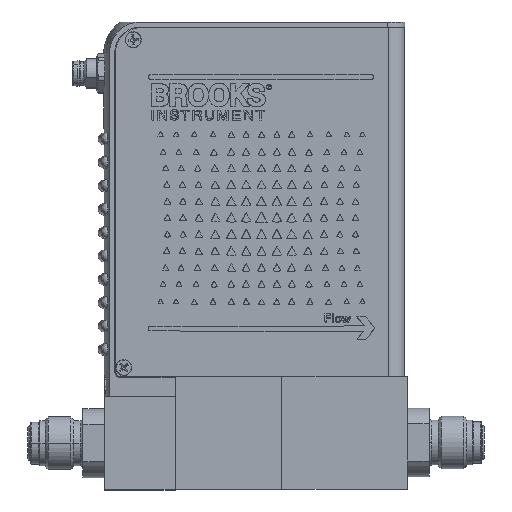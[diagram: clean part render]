
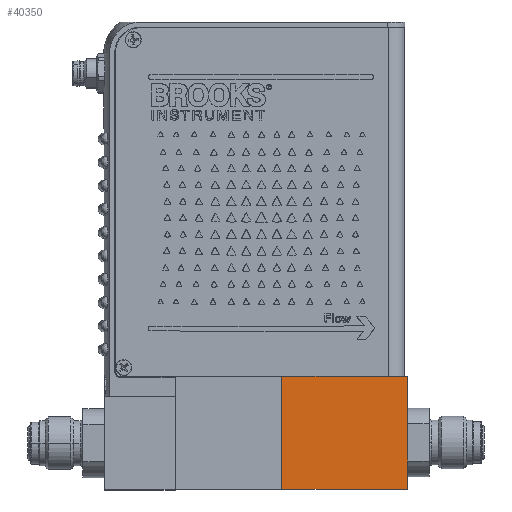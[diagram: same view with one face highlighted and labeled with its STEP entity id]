
A CAD part, top view. The second image highlights one B-rep face of the part: STEP entity #40350.
In plain terms, the highlighted planar face has unit normal (0, 0, 1).
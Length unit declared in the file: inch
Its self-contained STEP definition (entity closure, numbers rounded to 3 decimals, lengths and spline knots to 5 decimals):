
#20194 = VERTEX_POINT ( 'NONE', #118213 ) ;
#28036 = EDGE_CURVE ( 'NONE', #275972, #20194, #188284, .T. ) ;
#40350 = ADVANCED_FACE ( 'NONE', ( #74053 ), #194595, .F. ) ;
#43600 = DIRECTION ( 'NONE',  ( 0., -1., 0. ) ) ;
#53118 = CARTESIAN_POINT ( 'NONE',  ( 2.52937, 0.5124, 1.67647 ) ) ;
#55440 = CARTESIAN_POINT ( 'NONE',  ( 2.52937, 1.7194, 1.67647 ) ) ;
#55959 = LINE ( 'NONE', #108376, #257742 ) ;
#57025 = EDGE_CURVE ( 'NONE', #275972, #273555, #55959, .T. ) ;
#66740 = CARTESIAN_POINT ( 'NONE',  ( 3.87437, 1.7194, 1.67647 ) ) ;
#74053 = FACE_OUTER_BOUND ( 'NONE', #212274, .T. ) ;
#84739 = CARTESIAN_POINT ( 'NONE',  ( 3.87437, 0.5124, 1.67647 ) ) ;
#87653 = ORIENTED_EDGE ( 'NONE', *, *, #299647, .F. ) ;
#108376 = CARTESIAN_POINT ( 'NONE',  ( 2.52937, 1.7194, 1.67647 ) ) ;
#118213 = CARTESIAN_POINT ( 'NONE',  ( 2.52937, 0.5124, 1.67647 ) ) ;
#128073 = ORIENTED_EDGE ( 'NONE', *, *, #57025, .F. ) ;
#151836 = CARTESIAN_POINT ( 'NONE',  ( 2.52937, 1.7194, 1.67647 ) ) ;
#171104 = ORIENTED_EDGE ( 'NONE', *, *, #192856, .T. ) ;
#183136 = VECTOR ( 'NONE', #284158, 39.37008 ) ;
#188284 = LINE ( 'NONE', #230219, #183136 ) ;
#192856 = EDGE_CURVE ( 'NONE', #20194, #269563, #263392, .T. ) ;
#194595 = PLANE ( 'NONE',  #275408 ) ;
#195328 = VECTOR ( 'NONE', #215526, 39.37008 ) ;
#198194 = ORIENTED_EDGE ( 'NONE', *, *, #28036, .T. ) ;
#200725 = DIRECTION ( 'NONE',  ( 0., -1., 0. ) ) ;
#212274 = EDGE_LOOP ( 'NONE', ( #171104, #87653, #128073, #198194 ) ) ;
#215526 = DIRECTION ( 'NONE',  ( 1., 0., 0. ) ) ;
#222392 = DIRECTION ( 'NONE',  ( 0., 0., -1. ) ) ;
#230219 = CARTESIAN_POINT ( 'NONE',  ( 2.52937, 1.7194, 1.67647 ) ) ;
#232109 = VECTOR ( 'NONE', #43600, 39.37008 ) ;
#240787 = CARTESIAN_POINT ( 'NONE',  ( 3.87437, 1.7194, 1.67647 ) ) ;
#257742 = VECTOR ( 'NONE', #297006, 39.37008 ) ;
#263392 = LINE ( 'NONE', #53118, #195328 ) ;
#269563 = VERTEX_POINT ( 'NONE', #84739 ) ;
#273555 = VERTEX_POINT ( 'NONE', #240787 ) ;
#275408 = AXIS2_PLACEMENT_3D ( 'NONE', #55440, #222392, #200725 ) ;
#275972 = VERTEX_POINT ( 'NONE', #151836 ) ;
#278537 = LINE ( 'NONE', #66740, #232109 ) ;
#284158 = DIRECTION ( 'NONE',  ( 0., -1., 0. ) ) ;
#297006 = DIRECTION ( 'NONE',  ( 1., 0., 0. ) ) ;
#299647 = EDGE_CURVE ( 'NONE', #273555, #269563, #278537, .T. ) ;
